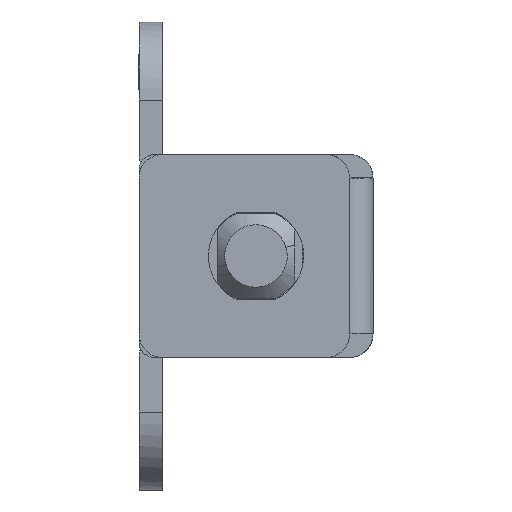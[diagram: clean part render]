
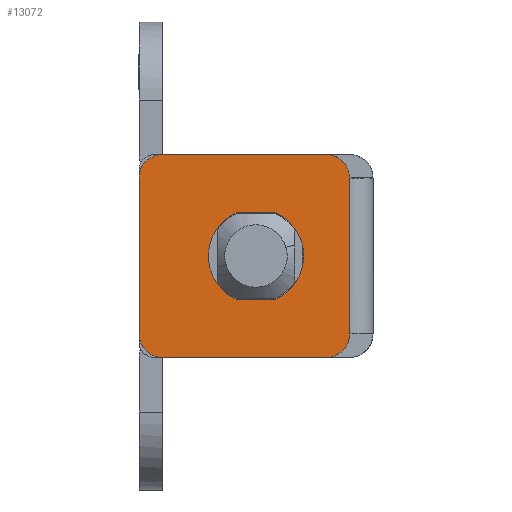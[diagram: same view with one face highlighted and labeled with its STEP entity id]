
A CAD part, left-side view. The second image highlights one B-rep face of the part: STEP entity #13072.
In plain terms, the highlighted free-form (B-spline) face has degree [1, 1] with [2, 2] control points.
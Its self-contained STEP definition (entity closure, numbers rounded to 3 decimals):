
#12475=CARTESIAN_POINT('',(0.0,-6.0,5.0));
#12476=VERTEX_POINT('',#12475);
#12490=CARTESIAN_POINT('',(0.0,-6.0,-5.));
#12491=VERTEX_POINT('',#12490);
#12492=CARTESIAN_POINT('',(0.0,-6.0,-5.));
#12493=CARTESIAN_POINT('',(0.0,-6.0,5.0));
#12494=QUASI_UNIFORM_CURVE('',1,(#12492,#12493),.UNSPECIFIED.,.F.,.U.);
#12495=EDGE_CURVE('',#12491,#12476,#12494,.T.);
#12524=CARTESIAN_POINT('',(0.0,1.209,-2.8));
#12525=VERTEX_POINT('',#12524);
#12526=CARTESIAN_POINT('',(0.0,-1.209,-2.8));
#12527=VERTEX_POINT('',#12526);
#12528=CARTESIAN_POINT('',(0.0,1.209,-2.8));
#12529=CARTESIAN_POINT('',(0.0,-1.209,-2.8));
#12530=QUASI_UNIFORM_CURVE('',1,(#12528,#12529),.UNSPECIFIED.,.F.,.U.);
#12531=EDGE_CURVE('',#12525,#12527,#12530,.T.);
#12573=CARTESIAN_POINT('',(0.0,1.209,2.8));
#12574=VERTEX_POINT('',#12573);
#12575=CARTESIAN_POINT('',(0.0,1.209,2.8));
#12576=CARTESIAN_POINT('',(0.0,1.481,2.683));
#12577=CARTESIAN_POINT('',(0.0,1.878,2.438));
#12578=CARTESIAN_POINT('',(0.0,2.313,2.007));
#12579=CARTESIAN_POINT('',(0.0,2.61,1.605));
#12580=CARTESIAN_POINT('',(0.0,2.829,1.175));
#12581=CARTESIAN_POINT('',(0.0,3.004,0.628));
#12582=CARTESIAN_POINT('',(0.0,3.068,0.092));
#12583=CARTESIAN_POINT('',(0.0,3.02,-0.554));
#12584=CARTESIAN_POINT('',(0.0,2.865,-1.11));
#12585=CARTESIAN_POINT('',(0.0,2.556,-1.702));
#12586=CARTESIAN_POINT('',(0.0,2.064,-2.309));
#12587=CARTESIAN_POINT('',(0.0,1.549,-2.654));
#12588=CARTESIAN_POINT('',(0.0,1.209,-2.8));
#12589=B_SPLINE_CURVE_WITH_KNOTS('',3,(#12575,#12576,#12577,#12578,#12579,#12580,#12581,#12582,#12583,#12584,#12585,#12586,#12587,#12588),.UNSPECIFIED.,.F.,.U.,(4,1,1,1,1,1,1,1,1,1,1,4),(0.,0.887,1.386,1.829,2.383,2.827,3.547,3.991,4.767,5.266,5.986,7.095),.UNSPECIFIED.);
#12590=EDGE_CURVE('',#12574,#12525,#12589,.T.);
#12625=CARTESIAN_POINT('',(0.0,-1.209,2.8));
#12626=VERTEX_POINT('',#12625);
#12627=CARTESIAN_POINT('',(0.0,-1.209,2.8));
#12628=CARTESIAN_POINT('',(0.0,1.209,2.8));
#12629=QUASI_UNIFORM_CURVE('',1,(#12627,#12628),.UNSPECIFIED.,.F.,.U.);
#12630=EDGE_CURVE('',#12626,#12574,#12629,.T.);
#12666=CARTESIAN_POINT('',(0.0,-1.209,-2.8));
#12667=CARTESIAN_POINT('',(0.0,-1.481,-2.683));
#12668=CARTESIAN_POINT('',(0.0,-1.941,-2.398));
#12669=CARTESIAN_POINT('',(0.0,-2.413,-1.897));
#12670=CARTESIAN_POINT('',(0.0,-2.719,-1.411));
#12671=CARTESIAN_POINT('',(0.0,-2.965,-0.83));
#12672=CARTESIAN_POINT('',(0.0,-3.078,-0.148));
#12673=CARTESIAN_POINT('',(0.0,-3.024,0.499));
#12674=CARTESIAN_POINT('',(0.0,-2.884,1.037));
#12675=CARTESIAN_POINT('',(0.0,-2.669,1.51));
#12676=CARTESIAN_POINT('',(0.0,-2.372,1.936));
#12677=CARTESIAN_POINT('',(0.0,-1.924,2.405));
#12678=CARTESIAN_POINT('',(0.0,-1.515,2.668));
#12679=CARTESIAN_POINT('',(0.0,-1.209,2.8));
#12680=B_SPLINE_CURVE_WITH_KNOTS('',3,(#12666,#12667,#12668,#12669,#12670,#12671,#12672,#12673,#12674,#12675,#12676,#12677,#12678,#12679),.UNSPECIFIED.,.F.,.U.,(4,1,1,1,1,1,1,1,1,1,1,4),(0.,0.887,1.607,2.051,2.605,3.492,4.102,4.545,5.155,5.654,6.097,7.095),.UNSPECIFIED.);
#12681=EDGE_CURVE('',#12527,#12626,#12680,.T.);
#12816=CARTESIAN_POINT('',(0.0,-4.5,6.5));
#12817=VERTEX_POINT('',#12816);
#12818=CARTESIAN_POINT('',(0.0,-6.0,5.0));
#12819=CARTESIAN_POINT('',(0.0,-6.,5.209));
#12820=CARTESIAN_POINT('',(0.0,-5.94,5.491));
#12821=CARTESIAN_POINT('',(0.0,-5.76,5.827));
#12822=CARTESIAN_POINT('',(0.0,-5.548,6.099));
#12823=CARTESIAN_POINT('',(0.0,-5.208,6.352));
#12824=CARTESIAN_POINT('',(0.0,-4.819,6.48));
#12825=CARTESIAN_POINT('',(0.0,-4.586,6.5));
#12826=CARTESIAN_POINT('',(0.0,-4.5,6.5));
#12827=B_SPLINE_CURVE_WITH_KNOTS('',3,(#12818,#12819,#12820,#12821,#12822,#12823,#12824,#12825,#12826),.UNSPECIFIED.,.F.,.U.,(4,1,1,1,1,1,4),(0.,0.626,0.847,1.141,1.657,2.099,2.356),.UNSPECIFIED.);
#12828=EDGE_CURVE('',#12476,#12817,#12827,.T.);
#12858=CARTESIAN_POINT('',(0.0,-4.5,-6.5));
#12859=VERTEX_POINT('',#12858);
#12860=CARTESIAN_POINT('',(0.0,-4.5,-6.5));
#12861=CARTESIAN_POINT('',(0.0,-4.635,-6.5));
#12862=CARTESIAN_POINT('',(0.0,-4.868,-6.468));
#12863=CARTESIAN_POINT('',(0.0,-5.202,-6.34));
#12864=CARTESIAN_POINT('',(0.0,-5.531,-6.12));
#12865=CARTESIAN_POINT('',(0.0,-5.815,-5.773));
#12866=CARTESIAN_POINT('',(0.0,-5.971,-5.368));
#12867=CARTESIAN_POINT('',(0.0,-6.,-5.11));
#12868=CARTESIAN_POINT('',(0.0,-6.0,-5.));
#12869=B_SPLINE_CURVE_WITH_KNOTS('',3,(#12860,#12861,#12862,#12863,#12864,#12865,#12866,#12867,#12868),.UNSPECIFIED.,.F.,.U.,(4,1,1,1,1,1,4),(0.,0.405,0.7,1.068,1.583,2.025,2.356),.UNSPECIFIED.);
#12870=EDGE_CURVE('',#12859,#12491,#12869,.T.);
#12891=CARTESIAN_POINT('',(0.0,6.0,-6.5));
#12892=VERTEX_POINT('',#12891);
#12893=CARTESIAN_POINT('',(0.0,6.0,-6.5));
#12894=CARTESIAN_POINT('',(0.0,-4.5,-6.5));
#12895=QUASI_UNIFORM_CURVE('',1,(#12893,#12894),.UNSPECIFIED.,.F.,.U.);
#12896=EDGE_CURVE('',#12892,#12859,#12895,.T.);
#12922=CARTESIAN_POINT('',(0.0,7.5,-5.));
#12923=VERTEX_POINT('',#12922);
#12924=CARTESIAN_POINT('',(0.0,7.5,-5.));
#12925=CARTESIAN_POINT('',(0.0,7.5,-5.11));
#12926=CARTESIAN_POINT('',(0.0,7.477,-5.319));
#12927=CARTESIAN_POINT('',(0.0,7.357,-5.682));
#12928=CARTESIAN_POINT('',(0.0,7.149,-5.993));
#12929=CARTESIAN_POINT('',(0.0,6.869,-6.234));
#12930=CARTESIAN_POINT('',(0.0,6.515,-6.435));
#12931=CARTESIAN_POINT('',(0.0,6.209,-6.5));
#12932=CARTESIAN_POINT('',(0.0,6.0,-6.5));
#12933=B_SPLINE_CURVE_WITH_KNOTS('',3,(#12924,#12925,#12926,#12927,#12928,#12929,#12930,#12931,#12932),.UNSPECIFIED.,.F.,.U.,(4,1,1,1,1,1,4),(0.,0.331,0.626,1.141,1.436,1.73,2.356),.UNSPECIFIED.);
#12934=EDGE_CURVE('',#12923,#12892,#12933,.T.);
#12951=CARTESIAN_POINT('',(0.0,7.5,5.0));
#12952=VERTEX_POINT('',#12951);
#12953=CARTESIAN_POINT('',(0.0,7.5,5.0));
#12954=CARTESIAN_POINT('',(0.0,7.5,-5.));
#12955=QUASI_UNIFORM_CURVE('',1,(#12953,#12954),.UNSPECIFIED.,.F.,.U.);
#12956=EDGE_CURVE('',#12952,#12923,#12955,.T.);
#12982=CARTESIAN_POINT('',(0.0,6.0,6.5));
#12983=VERTEX_POINT('',#12982);
#12984=CARTESIAN_POINT('',(0.0,6.0,6.5));
#12985=CARTESIAN_POINT('',(0.0,6.135,6.5));
#12986=CARTESIAN_POINT('',(0.0,6.368,6.468));
#12987=CARTESIAN_POINT('',(0.0,6.748,6.322));
#12988=CARTESIAN_POINT('',(0.0,7.048,6.099));
#12989=CARTESIAN_POINT('',(0.0,7.275,5.808));
#12990=CARTESIAN_POINT('',(0.0,7.447,5.466));
#12991=CARTESIAN_POINT('',(0.0,7.5,5.184));
#12992=CARTESIAN_POINT('',(0.0,7.5,5.0));
#12993=B_SPLINE_CURVE_WITH_KNOTS('',3,(#12984,#12985,#12986,#12987,#12988,#12989,#12990,#12991,#12992),.UNSPECIFIED.,.F.,.U.,(4,1,1,1,1,1,4),(0.,0.405,0.7,1.215,1.509,1.804,2.356),.UNSPECIFIED.);
#12994=EDGE_CURVE('',#12983,#12952,#12993,.T.);
#13011=CARTESIAN_POINT('',(0.0,-4.5,6.5));
#13012=CARTESIAN_POINT('',(0.0,6.0,6.5));
#13013=QUASI_UNIFORM_CURVE('',1,(#13011,#13012),.UNSPECIFIED.,.F.,.U.);
#13014=EDGE_CURVE('',#12817,#12983,#13013,.T.);
#13051=CARTESIAN_POINT('',(0.0,-6.674,-7.149));
#13052=CARTESIAN_POINT('',(0.0,-6.674,7.149));
#13053=CARTESIAN_POINT('',(0.0,8.174,-7.149));
#13054=CARTESIAN_POINT('',(0.0,8.174,7.149));
#13055=B_SPLINE_SURFACE_WITH_KNOTS('',1,1,((#13051,#13053),(#13052,#13054)),.UNSPECIFIED.,.F.,.F.,.U.,(2,2),(2,2),(0.0,14.299),(0.0,14.849),.UNSPECIFIED.);
#13056=ORIENTED_EDGE('',*,*,#12870,.T.);
#13057=ORIENTED_EDGE('',*,*,#12495,.T.);
#13058=ORIENTED_EDGE('',*,*,#12828,.T.);
#13059=ORIENTED_EDGE('',*,*,#13014,.T.);
#13060=ORIENTED_EDGE('',*,*,#12994,.T.);
#13061=ORIENTED_EDGE('',*,*,#12956,.T.);
#13062=ORIENTED_EDGE('',*,*,#12934,.T.);
#13063=ORIENTED_EDGE('',*,*,#12896,.T.);
#13064=EDGE_LOOP('',(#13056,#13057,#13058,#13059,#13060,#13061,#13062,#13063));
#13065=FACE_OUTER_BOUND('',#13064,.T.);
#13066=ORIENTED_EDGE('',*,*,#12681,.F.);
#13067=ORIENTED_EDGE('',*,*,#12531,.F.);
#13068=ORIENTED_EDGE('',*,*,#12590,.F.);
#13069=ORIENTED_EDGE('',*,*,#12630,.F.);
#13070=EDGE_LOOP('',(#13066,#13067,#13068,#13069));
#13071=FACE_BOUND('',#13070,.T.);
#13072=ADVANCED_FACE('',(#13065,#13071),#13055,.T.);
